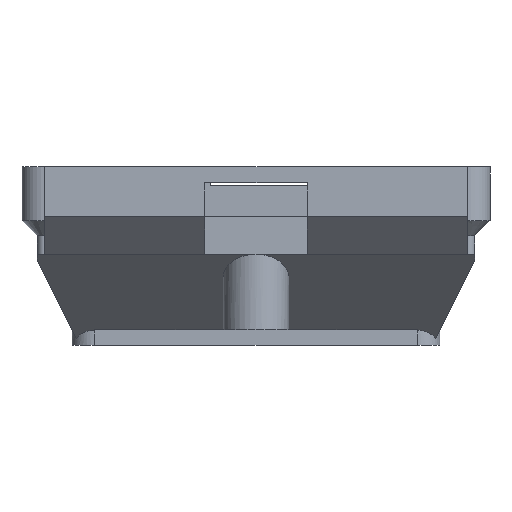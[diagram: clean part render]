
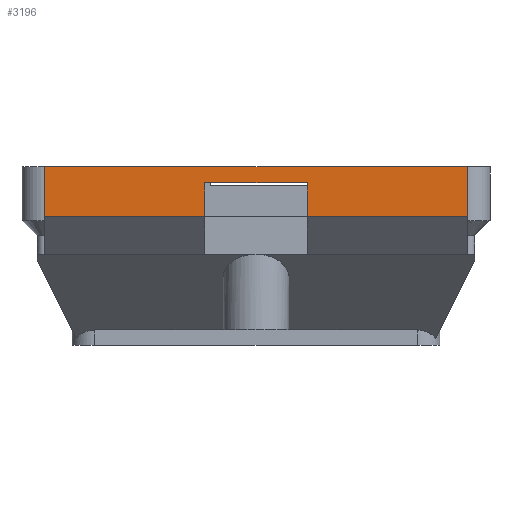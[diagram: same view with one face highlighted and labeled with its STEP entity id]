
A CAD part, left-side view. The second image highlights one B-rep face of the part: STEP entity #3196.
In plain terms, the highlighted planar face has unit normal (-1, 0, 0).
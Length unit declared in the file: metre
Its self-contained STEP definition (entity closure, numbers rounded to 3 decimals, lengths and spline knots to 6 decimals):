
#777=ORIENTED_EDGE('',*,*,#1428,.T.);
#778=ORIENTED_EDGE('',*,*,#1430,.T.);
#779=ORIENTED_EDGE('',*,*,#1254,.F.);
#780=ORIENTED_EDGE('',*,*,#1251,.F.);
#781=ORIENTED_EDGE('',*,*,#1260,.F.);
#782=ORIENTED_EDGE('',*,*,#1431,.T.);
#783=ORIENTED_EDGE('',*,*,#1423,.F.);
#784=ORIENTED_EDGE('',*,*,#1390,.T.);
#1251=EDGE_CURVE('',#1673,#1674,#1994,.F.);
#1254=EDGE_CURVE('',#1674,#1676,#1997,.F.);
#1260=EDGE_CURVE('',#1680,#1673,#2003,.T.);
#1390=EDGE_CURVE('',#1766,#1765,#2105,.F.);
#1423=EDGE_CURVE('',#1766,#1776,#2132,.F.);
#1428=EDGE_CURVE('',#1765,#1779,#2137,.F.);
#1430=EDGE_CURVE('',#1779,#1676,#2139,.T.);
#1431=EDGE_CURVE('',#1680,#1776,#2140,.T.);
#1673=VERTEX_POINT('',#4772);
#1674=VERTEX_POINT('',#4774);
#1676=VERTEX_POINT('',#4780);
#1680=VERTEX_POINT('',#4790);
#1765=VERTEX_POINT('',#5053);
#1766=VERTEX_POINT('',#5055);
#1776=VERTEX_POINT('',#5115);
#1779=VERTEX_POINT('',#5123);
#1994=LINE('',#4773,#2372);
#1997=LINE('',#4779,#2375);
#2003=LINE('',#4791,#2381);
#2105=LINE('',#5054,#2483);
#2132=LINE('',#5114,#2510);
#2137=LINE('',#5124,#2515);
#2139=LINE('',#5127,#2517);
#2140=LINE('',#5128,#2518);
#2372=VECTOR('',#3818,1.);
#2375=VECTOR('',#3823,1.);
#2381=VECTOR('',#3831,1.);
#2483=VECTOR('',#4085,1.);
#2510=VECTOR('',#4158,1.);
#2515=VECTOR('',#4165,1.);
#2517=VECTOR('',#4169,1.);
#2518=VECTOR('',#4170,1.);
#2711=EDGE_LOOP('',(#777,#778,#779,#780,#781,#782,#783,#784));
#2901=FACE_BOUND('',#2711,.T.);
#3050=PLANE('',#3430);
#3196=ADVANCED_FACE('',(#2901),#3050,.T.);
#3430=AXIS2_PLACEMENT_3D('',#5126,#4167,#4168);
#3818=DIRECTION('',(0.,-1.,0.));
#3823=DIRECTION('',(0.,0.,1.));
#3831=DIRECTION('',(0.,0.,1.));
#4085=DIRECTION('',(0.,-1.,0.));
#4158=DIRECTION('',(0.,0.,1.));
#4165=DIRECTION('',(0.,0.,1.));
#4167=DIRECTION('',(-1.,0.,0.));
#4168=DIRECTION('',(0.,-1.,0.));
#4169=DIRECTION('',(0.,-1.,0.));
#4170=DIRECTION('',(0.,-1.,0.));
#4772=CARTESIAN_POINT('',(-0.050394,-0.0068,0.007));
#4773=CARTESIAN_POINT('',(-0.050394,0.,0.007));
#4774=CARTESIAN_POINT('',(-0.050394,0.0068,0.007));
#4779=CARTESIAN_POINT('',(-0.050394,0.0068,0.026));
#4780=CARTESIAN_POINT('',(-0.050394,0.0068,0.0025));
#4790=CARTESIAN_POINT('',(-0.050394,-0.0068,0.0025));
#4791=CARTESIAN_POINT('',(-0.050394,-0.0068,0.026));
#5053=CARTESIAN_POINT('',(-0.050394,0.028,0.0091));
#5054=CARTESIAN_POINT('',(-0.050394,0.,0.0091));
#5055=CARTESIAN_POINT('',(-0.050394,-0.028,0.0091));
#5114=CARTESIAN_POINT('',(-0.050394,-0.028,0.026));
#5115=CARTESIAN_POINT('',(-0.050394,-0.028,0.0025));
#5123=CARTESIAN_POINT('',(-0.050394,0.028,0.0025));
#5124=CARTESIAN_POINT('',(-0.050394,0.028,0.026));
#5126=CARTESIAN_POINT('',(-0.050394,0.,0.026));
#5127=CARTESIAN_POINT('',(-0.050394,0.,0.0025));
#5128=CARTESIAN_POINT('',(-0.050394,0.,0.0025));
